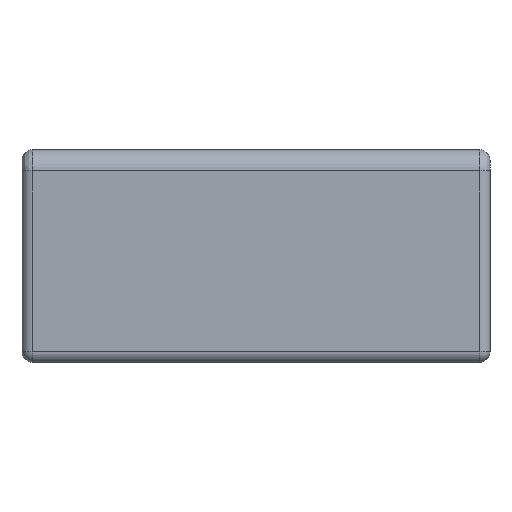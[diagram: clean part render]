
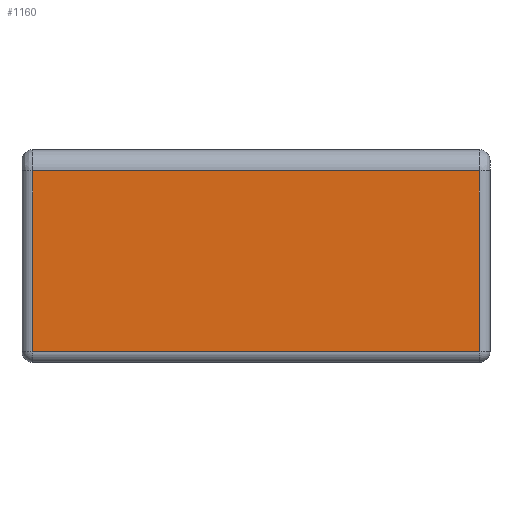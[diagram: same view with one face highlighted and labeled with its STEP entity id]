
A CAD part, left-side view. The second image highlights one B-rep face of the part: STEP entity #1160.
In plain terms, the highlighted planar face has unit normal (-1, 0, 0).
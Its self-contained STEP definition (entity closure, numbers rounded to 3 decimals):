
#43=PLANE('',#1260);
#61=LINE('',#1809,#151);
#63=LINE('',#1819,#153);
#64=LINE('',#1821,#154);
#65=LINE('',#1822,#155);
#151=VECTOR('',#1415,10.);
#153=VECTOR('',#1427,10.);
#154=VECTOR('',#1428,10.);
#155=VECTOR('',#1429,10.);
#286=FACE_OUTER_BOUND('',#366,.T.);
#366=EDGE_LOOP('',(#807,#808,#809,#810));
#519=VERTEX_POINT('',#1801);
#522=VERTEX_POINT('',#1808);
#525=VERTEX_POINT('',#1818);
#526=VERTEX_POINT('',#1820);
#622=EDGE_CURVE('',#519,#522,#61,.T.);
#627=EDGE_CURVE('',#525,#519,#63,.T.);
#628=EDGE_CURVE('',#526,#525,#64,.T.);
#629=EDGE_CURVE('',#522,#526,#65,.T.);
#807=ORIENTED_EDGE('',*,*,#622,.F.);
#808=ORIENTED_EDGE('',*,*,#627,.F.);
#809=ORIENTED_EDGE('',*,*,#628,.F.);
#810=ORIENTED_EDGE('',*,*,#629,.F.);
#1160=ADVANCED_FACE('',(#286),#43,.T.);
#1260=AXIS2_PLACEMENT_3D('',#1817,#1425,#1426);
#1415=DIRECTION('',(0.,1.,0.));
#1425=DIRECTION('center_axis',(-1.,0.,0.));
#1426=DIRECTION('ref_axis',(0.,0.,1.));
#1427=DIRECTION('',(0.,0.,-1.));
#1428=DIRECTION('',(0.,-1.,0.));
#1429=DIRECTION('',(0.,0.,1.));
#1801=CARTESIAN_POINT('',(0.,0.25,0.25));
#1808=CARTESIAN_POINT('',(0.,10.75,0.25));
#1809=CARTESIAN_POINT('',(0.,0.,0.25));
#1817=CARTESIAN_POINT('Origin',(0.,0.,0.));
#1818=CARTESIAN_POINT('',(0.,0.25,4.5));
#1819=CARTESIAN_POINT('',(0.,0.25,1.25));
#1820=CARTESIAN_POINT('',(0.,10.75,4.5));
#1821=CARTESIAN_POINT('',(0.,0.,4.5));
#1822=CARTESIAN_POINT('',(0.,10.75,1.25));
